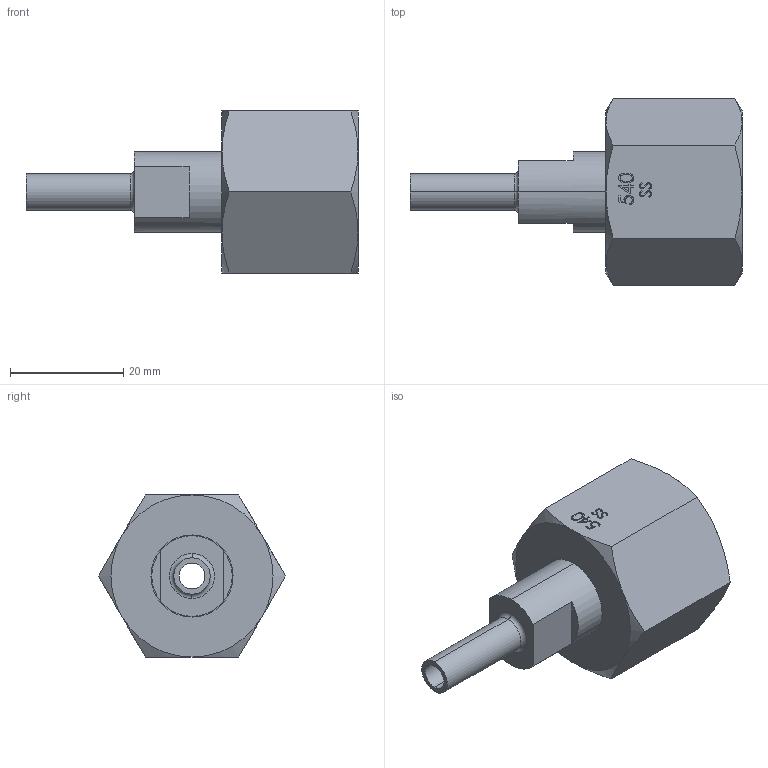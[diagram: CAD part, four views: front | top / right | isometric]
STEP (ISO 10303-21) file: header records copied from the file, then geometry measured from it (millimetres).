
FILE_DESCRIPTION (( 'STEP AP203' ), '1' );
FILE_NAME ('INL-540SS-4TS-36F.STEP', '2024-11-20T12:21:36', ( '' ), ( '' ), 'SwSTEP 2.0', 'SolidWorks 2018', '' );
FILE_SCHEMA (( 'CONFIG_CONTROL_DESIGN' ));
Length unit declared in the file: inch
Products named in the file (3): INL-540SS-4TS-36F; PRT-000828; PRT-000040
Assembly tree (2 placements, depth 2):
  INL-540SS-4TS-36F
    PRT-000040
    PRT-000828
Bounding box: 58.56 x 33 x 28.57 mm (x, y, z)
Volume: 14810.1 mm3; surface area: 8789.5 mm2
Topology: 2 solids, 2 shells, 159 faces, 605 edges, 461 vertices
Faces by surface type: bspline 51, plane 48, cylinder 28, cone 22, torus 10
Entity records: 13758 total; most frequent: CARTESIAN_POINT 9010, ORIENTED_EDGE 1210, EDGE_CURVE 605, DIRECTION 542, VERTEX_POINT 461, B_SPLINE_CURVE_WITH_KNOTS 362, AXIS2_PLACEMENT_3D 186, EDGE_LOOP 174
